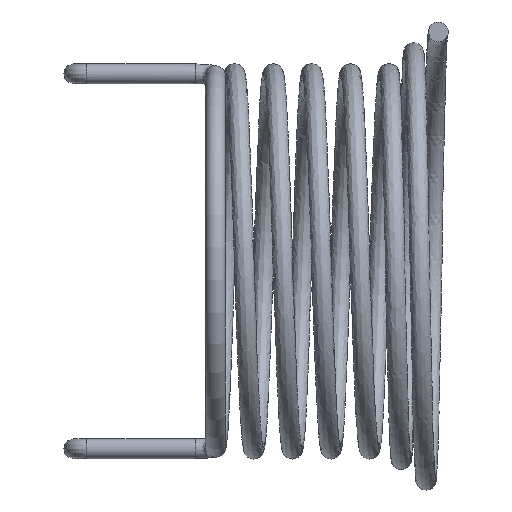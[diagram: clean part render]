
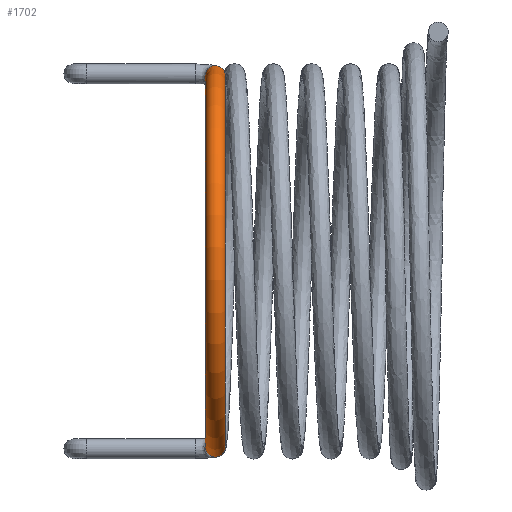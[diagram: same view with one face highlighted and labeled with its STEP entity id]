
A CAD part, left-side view. The second image highlights one B-rep face of the part: STEP entity #1702.
In plain terms, the highlighted toroidal (fillet/blend) face has major radius 3.8 mm and minor radius 0.2 mm.
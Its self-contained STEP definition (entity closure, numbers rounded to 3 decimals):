
#46 = CARTESIAN_POINT ( 'NONE',  ( -0.6, 3.316, -3.683 ) ) ;
#56 = CARTESIAN_POINT ( 'NONE',  ( -0.6, 3.311, -3.731 ) ) ;
#77 = CARTESIAN_POINT ( 'NONE',  ( -0.6, 3.353, 3.624 ) ) ;
#90 = EDGE_CURVE ( 'NONE', #1170, #520, #1359, .T. ) ;
#114 = DIRECTION ( 'NONE',  ( 0., -1., 0. ) ) ;
#115 = CARTESIAN_POINT ( 'NONE',  ( -0.6, 3.626, 3.588 ) ) ;
#124 = CARTESIAN_POINT ( 'NONE',  ( -0.6, 3.695, 3.66 ) ) ;
#152 = CARTESIAN_POINT ( 'NONE',  ( -0.6, 3.574, 3.558 ) ) ;
#189 = CARTESIAN_POINT ( 'NONE',  ( -0.6, 3.311, -3.731 ) ) ;
#218 = CARTESIAN_POINT ( 'NONE',  ( -0.6, 3.311, 3.737 ) ) ;
#229 = ORIENTED_EDGE ( 'NONE', *, *, #701, .F. ) ;
#231 = EDGE_CURVE ( 'NONE', #520, #823, #1840, .T. ) ;
#261 = ORIENTED_EDGE ( 'NONE', *, *, #1528, .F. ) ;
#334 = CARTESIAN_POINT ( 'NONE',  ( -0.6, 3.414, 3.572 ) ) ;
#447 = ORIENTED_EDGE ( 'NONE', *, *, #90, .F. ) ;
#471 = CARTESIAN_POINT ( 'NONE',  ( 0., 3.51, 0. ) ) ;
#486 = VERTEX_POINT ( 'NONE', #56 ) ;
#500 = CARTESIAN_POINT ( 'NONE',  ( -0.6, 3.388, 3.591 ) ) ;
#520 = VERTEX_POINT ( 'NONE', #2088 ) ;
#548 = CARTESIAN_POINT ( 'NONE',  ( -0.6, 3.447, 3.952 ) ) ;
#550 = CARTESIAN_POINT ( 'NONE',  ( -0.6, 3.71, 3.766 ) ) ;
#554 = EDGE_CURVE ( 'NONE', #614, #1170, #857, .T. ) ;
#567 = CARTESIAN_POINT ( 'NONE',  ( -0.6, 3.392, 3.588 ) ) ;
#569 = CARTESIAN_POINT ( 'NONE',  ( -0.6, 3.37, 3.606 ) ) ;
#577 = CARTESIAN_POINT ( 'NONE',  ( -0.6, 3.602, 3.57 ) ) ;
#580 = ORIENTED_EDGE ( 'NONE', *, *, #1689, .F. ) ;
#596 = CARTESIAN_POINT ( 'NONE',  ( -0.6, 3.492, 3.549 ) ) ;
#614 = VERTEX_POINT ( 'NONE', #1026 ) ;
#679 = CARTESIAN_POINT ( 'NONE',  ( -0.6, 3.711, 3.746 ) ) ;
#682 = CARTESIAN_POINT ( 'NONE',  ( -0.6, 3.712, -3.712 ) ) ;
#697 = AXIS2_PLACEMENT_3D ( 'NONE', #471, #114, #1302 ) ;
#701 = EDGE_CURVE ( 'NONE', #486, #486, #1536, .T. ) ;
#713 = CARTESIAN_POINT ( 'NONE',  ( -0.6, 3.651, 3.905 ) ) ;
#783 = CARTESIAN_POINT ( 'NONE',  ( -0.6, 3.311, 3.737 ) ) ;
#818 = CARTESIAN_POINT ( 'NONE',  ( -0.6, 3.326, 3.848 ) ) ;
#823 = VERTEX_POINT ( 'NONE', #853 ) ;
#845 = CARTESIAN_POINT ( 'NONE',  ( -0.6, 3.71, 3.766 ) ) ;
#853 = CARTESIAN_POINT ( 'NONE',  ( -0.6, 3.311, 3.737 ) ) ;
#857 = B_SPLINE_CURVE_WITH_KNOTS ( 'NONE', 3,
 ( #1060, #152, #577, #1409 ),
 .UNSPECIFIED., .F., .F.,
 ( 4, 4 ),
 ( 0.263, 0.335 ),
 .UNSPECIFIED. ) ;
#882 = CARTESIAN_POINT ( 'NONE',  ( -0.6, 3.305, -3.787 ) ) ;
#921 = CARTESIAN_POINT ( 'NONE',  ( -0.6, 3.655, -3.922 ) ) ;
#987 = CARTESIAN_POINT ( 'NONE',  ( -0.6, 3.31, 3.777 ) ) ;
#994 = CARTESIAN_POINT ( 'NONE',  ( -0.6, 3.707, -3.817 ) ) ;
#1026 = CARTESIAN_POINT ( 'NONE',  ( -0.6, 3.544, 3.553 ) ) ;
#1056 = CARTESIAN_POINT ( 'NONE',  ( -0.6, 3.503, 3.961 ) ) ;
#1060 = CARTESIAN_POINT ( 'NONE',  ( -0.6, 3.544, 3.553 ) ) ;
#1154 = FACE_OUTER_BOUND ( 'NONE', #1883, .T. ) ;
#1170 = VERTEX_POINT ( 'NONE', #115 ) ;
#1190 = FACE_OUTER_BOUND ( 'NONE', #1577, .T. ) ;
#1196 = B_SPLINE_CURVE_WITH_KNOTS ( 'NONE', 3,
 ( #1270, #1534, #2014, #1976 ),
 .UNSPECIFIED., .F., .F.,
 ( 4, 4 ),
 ( 0.932, 0.936 ),
 .UNSPECIFIED. ) ;
#1224 = CARTESIAN_POINT ( 'NONE',  ( -0.6, 3.392, 3.588 ) ) ;
#1268 = CARTESIAN_POINT ( 'NONE',  ( -0.6, 3.388, 3.591 ) ) ;
#1270 = CARTESIAN_POINT ( 'NONE',  ( -0.6, 3.388, 3.591 ) ) ;
#1302 = DIRECTION ( 'NONE',  ( 0., 0., -1. ) ) ;
#1359 = B_SPLINE_CURVE_WITH_KNOTS ( 'NONE', 3,
 ( #1773, #1811, #124, #1737, #679, #550 ),
 .UNSPECIFIED., .F., .F.,
 ( 4, 2, 4 ),
 ( 0.133, 0.25, 0.296 ),
 .UNSPECIFIED. ) ;
#1373 = CARTESIAN_POINT ( 'NONE',  ( -0.6, 3.323, 3.672 ) ) ;
#1381 = CARTESIAN_POINT ( 'NONE',  ( -0.6, 3.358, 3.895 ) ) ;
#1403 = CARTESIAN_POINT ( 'NONE',  ( -0.6, 3.309, 3.757 ) ) ;
#1409 = CARTESIAN_POINT ( 'NONE',  ( -0.6, 3.626, 3.588 ) ) ;
#1440 = ORIENTED_EDGE ( 'NONE', *, *, #554, .F. ) ;
#1451 = VERTEX_POINT ( 'NONE', #567 ) ;
#1466 = CARTESIAN_POINT ( 'NONE',  ( -0.6, 3.697, 3.832 ) ) ;
#1487 = CARTESIAN_POINT ( 'NONE',  ( -0.6, 3.544, 3.553 ) ) ;
#1508 = CARTESIAN_POINT ( 'NONE',  ( -0.6, 3.363, -3.584 ) ) ;
#1517 = B_SPLINE_CURVE_WITH_KNOTS ( 'NONE', 3,
 ( #218, #1533, #1373, #77, #569, #1268 ),
 .UNSPECIFIED., .F., .F.,
 ( 4, 2, 4 ),
 ( 0.797, 0.875, 0.932 ),
 .UNSPECIFIED. ) ;
#1528 = EDGE_CURVE ( 'NONE', #1722, #1451, #1196, .T. ) ;
#1533 = CARTESIAN_POINT ( 'NONE',  ( -0.6, 3.313, 3.704 ) ) ;
#1534 = CARTESIAN_POINT ( 'NONE',  ( -0.6, 3.39, 3.591 ) ) ;
#1536 = B_SPLINE_CURVE_WITH_KNOTS ( 'NONE', 3,
 ( #189, #882, #1681, #1815, #921, #994, #682, #1882, #2091, #1508, #46, #1775 ),
 .UNSPECIFIED., .T., .F.,
 ( 4, 1, 1, 1, 2, 1, 1, 1, 4 ),
 ( 0., 0.134, 0.267, 0.401, 0.535, 0.651, 0.767, 0.884, 1. ),
 .UNSPECIFIED. ) ;
#1577 = EDGE_LOOP ( 'NONE', ( #1440, #1739, #261, #580, #1953, #447 ) ) ;
#1639 = CARTESIAN_POINT ( 'NONE',  ( -0.6, 3.707, 3.799 ) ) ;
#1673 = CARTESIAN_POINT ( 'NONE',  ( -0.6, 3.605, 3.938 ) ) ;
#1681 = CARTESIAN_POINT ( 'NONE',  ( -0.6, 3.342, -3.899 ) ) ;
#1689 = EDGE_CURVE ( 'NONE', #823, #1722, #1517, .T. ) ;
#1702 = ADVANCED_FACE ( 'NONE', ( #1190, #1154 ), #2066, .T. ) ;
#1722 = VERTEX_POINT ( 'NONE', #500 ) ;
#1737 = CARTESIAN_POINT ( 'NONE',  ( -0.6, 3.709, 3.727 ) ) ;
#1739 = ORIENTED_EDGE ( 'NONE', *, *, #1860, .F. ) ;
#1773 = CARTESIAN_POINT ( 'NONE',  ( -0.6, 3.626, 3.588 ) ) ;
#1775 = CARTESIAN_POINT ( 'NONE',  ( -0.6, 3.311, -3.731 ) ) ;
#1800 = CARTESIAN_POINT ( 'NONE',  ( -0.6, 3.518, 3.548 ) ) ;
#1811 = CARTESIAN_POINT ( 'NONE',  ( -0.6, 3.666, 3.616 ) ) ;
#1815 = CARTESIAN_POINT ( 'NONE',  ( -0.6, 3.493, -3.976 ) ) ;
#1840 = B_SPLINE_CURVE_WITH_KNOTS ( 'NONE', 3,
 ( #845, #1639, #1466, #713, #1673, #1056, #548, #1381, #818, #987, #1403, #783 ),
 .UNSPECIFIED., .F., .F.,
 ( 4, 2, 2, 2, 2, 4 ),
 ( 0.296, 0.375, 0.5, 0.625, 0.75, 0.797 ),
 .UNSPECIFIED. ) ;
#1860 = EDGE_CURVE ( 'NONE', #1451, #614, #2018, .T. ) ;
#1882 = CARTESIAN_POINT ( 'NONE',  ( -0.6, 3.679, -3.608 ) ) ;
#1883 = EDGE_LOOP ( 'NONE', ( #229 ) ) ;
#1908 = CARTESIAN_POINT ( 'NONE',  ( -0.6, 3.466, 3.555 ) ) ;
#1953 = ORIENTED_EDGE ( 'NONE', *, *, #231, .F. ) ;
#1976 = CARTESIAN_POINT ( 'NONE',  ( -0.6, 3.392, 3.588 ) ) ;
#2014 = CARTESIAN_POINT ( 'NONE',  ( -0.6, 3.391, 3.59 ) ) ;
#2018 = B_SPLINE_CURVE_WITH_KNOTS ( 'NONE', 3,
 ( #1224, #334, #2048, #1908, #596, #1800, #1487 ),
 .UNSPECIFIED., .F., .F.,
 ( 4, 3, 4 ),
 ( 0.936, 1., 1.062 ),
 .UNSPECIFIED. ) ;
#2048 = CARTESIAN_POINT ( 'NONE',  ( -0.6, 3.439, 3.561 ) ) ;
#2066 = TOROIDAL_SURFACE ( 'NONE', #697, 3.8, 0.2 ) ;
#2088 = CARTESIAN_POINT ( 'NONE',  ( -0.6, 3.71, 3.766 ) ) ;
#2091 = CARTESIAN_POINT ( 'NONE',  ( -0.6, 3.527, -3.527 ) ) ;
